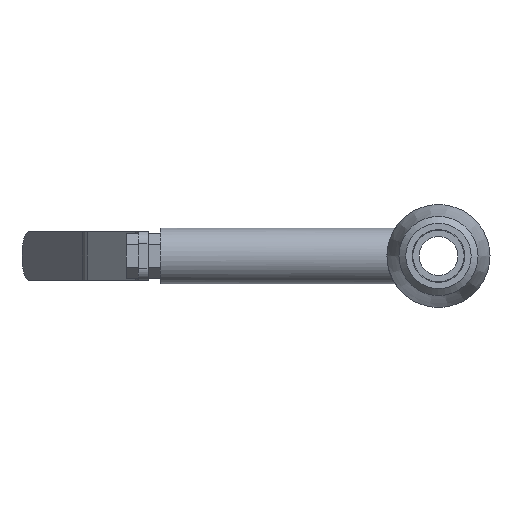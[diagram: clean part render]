
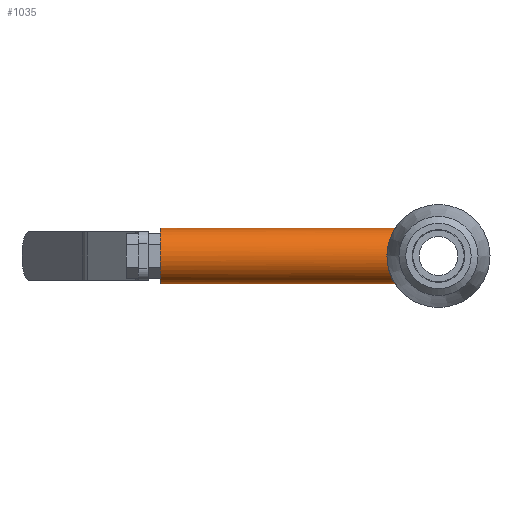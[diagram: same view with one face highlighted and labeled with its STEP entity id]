
A CAD part, left-side view. The second image highlights one B-rep face of the part: STEP entity #1035.
In plain terms, the highlighted cylindrical face has radius 11.5 mm (diameter 23 mm), a full revolution.
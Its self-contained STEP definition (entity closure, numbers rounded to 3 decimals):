
#962=CARTESIAN_POINT('',(115.0,114.5,0.0));
#963=DIRECTION('',(0.0,-1.0,0.0));
#964=DIRECTION('',(1.0,0.0,0.0));
#965=AXIS2_PLACEMENT_3D('',#962,#963,#964);
#966=CYLINDRICAL_SURFACE('',#965,11.5);
#967=CARTESIAN_POINT('',(103.5,114.5,0.));
#968=VERTEX_POINT('',#967);
#969=CARTESIAN_POINT('',(115.0,114.5,0.0));
#970=DIRECTION('',(0.0,-1.0,0.0));
#971=DIRECTION('',(1.0,0.0,0.0));
#972=AXIS2_PLACEMENT_3D('',#969,#970,#971);
#973=CIRCLE('',#972,11.5);
#974=EDGE_CURVE('',#968,#968,#973,.T.);
#975=ORIENTED_EDGE('',*,*,#974,.T.);
#976=EDGE_LOOP('',(#975));
#977=FACE_OUTER_BOUND('',#976,.T.);
#978=CARTESIAN_POINT('',(115.0,17.81,-11.5));
#979=VERTEX_POINT('',#978);
#980=CARTESIAN_POINT('',(115.0,17.81,-11.5));
#981=CARTESIAN_POINT('',(115.741,17.81,-11.5));
#982=CARTESIAN_POINT('',(116.501,17.857,-11.427));
#983=CARTESIAN_POINT('',(118.,18.045,-11.128));
#984=CARTESIAN_POINT('',(118.74,18.185,-10.902));
#985=CARTESIAN_POINT('',(120.854,18.697,-10.016));
#986=CARTESIAN_POINT('',(122.126,19.161,-9.138));
#987=CARTESIAN_POINT('',(124.134,19.995,-7.13));
#988=CARTESIAN_POINT('',(125.015,20.426,-5.857));
#989=CARTESIAN_POINT('',(125.903,20.88,-3.738));
#990=CARTESIAN_POINT('',(126.129,21.001,-2.997));
#991=CARTESIAN_POINT('',(126.428,21.161,-1.497));
#992=CARTESIAN_POINT('',(126.5,21.2,-0.738));
#993=CARTESIAN_POINT('',(126.5,21.2,0.738));
#994=CARTESIAN_POINT('',(126.428,21.161,1.497));
#995=CARTESIAN_POINT('',(126.129,21.001,2.997));
#996=CARTESIAN_POINT('',(125.903,20.88,3.738));
#997=CARTESIAN_POINT('',(125.015,20.426,5.857));
#998=CARTESIAN_POINT('',(124.134,19.995,7.13));
#999=CARTESIAN_POINT('',(122.126,19.161,9.138));
#1000=CARTESIAN_POINT('',(120.854,18.697,10.016));
#1001=CARTESIAN_POINT('',(118.74,18.185,10.902));
#1002=CARTESIAN_POINT('',(118.,18.045,11.128));
#1003=CARTESIAN_POINT('',(116.501,17.857,11.427));
#1004=CARTESIAN_POINT('',(115.741,17.81,11.5));
#1005=CARTESIAN_POINT('',(114.259,17.81,11.5));
#1006=CARTESIAN_POINT('',(113.499,17.857,11.427));
#1007=CARTESIAN_POINT('',(112.,18.045,11.128));
#1008=CARTESIAN_POINT('',(111.26,18.185,10.902));
#1009=CARTESIAN_POINT('',(109.146,18.697,10.016));
#1010=CARTESIAN_POINT('',(107.874,19.161,9.138));
#1011=CARTESIAN_POINT('',(105.866,19.995,7.13));
#1012=CARTESIAN_POINT('',(104.985,20.426,5.857));
#1013=CARTESIAN_POINT('',(104.097,20.88,3.738));
#1014=CARTESIAN_POINT('',(103.871,21.001,2.997));
#1015=CARTESIAN_POINT('',(103.572,21.161,1.497));
#1016=CARTESIAN_POINT('',(103.5,21.2,0.738));
#1017=CARTESIAN_POINT('',(103.5,21.2,-0.738));
#1018=CARTESIAN_POINT('',(103.572,21.161,-1.497));
#1019=CARTESIAN_POINT('',(103.871,21.001,-2.997));
#1020=CARTESIAN_POINT('',(104.097,20.88,-3.738));
#1021=CARTESIAN_POINT('',(104.985,20.426,-5.857));
#1022=CARTESIAN_POINT('',(105.866,19.995,-7.13));
#1023=CARTESIAN_POINT('',(107.874,19.161,-9.138));
#1024=CARTESIAN_POINT('',(109.146,18.697,-10.016));
#1025=CARTESIAN_POINT('',(111.26,18.185,-10.902));
#1026=CARTESIAN_POINT('',(112.,18.045,-11.128));
#1027=CARTESIAN_POINT('',(113.499,17.857,-11.427));
#1028=CARTESIAN_POINT('',(114.259,17.81,-11.5));
#1029=CARTESIAN_POINT('',(115.0,17.81,-11.5));
#1030=B_SPLINE_CURVE_WITH_KNOTS('',3,(#980,#981,#982,#983,#984,#985,#986,#987,#988,#989,#990,#991,#992,#993,#994,#995,#996,#997,#998,#999,#1000,#1001,#1002,#1003,#1004,#1005,#1006,#1007,#1008,#1009,#1010,#1011,#1012,#1013,#1014,#1015,#1016,#1017,#1018,#1019,#1020,#1021,#1022,#1023,#1024,#1025,#1026,#1027,#1028,#1029),.UNSPECIFIED.,.T.,.U.,(4,2,2,2,2,2,2,2,2,2,2,2,2,2,2,2,2,2,2,2,2,2,2,2,4),(0.0,0.222,0.445,0.89,1.333,1.554,1.776,1.997,2.219,2.662,3.106,3.329,3.551,3.774,3.996,4.441,4.884,5.105,5.327,5.548,5.77,6.213,6.658,6.88,7.103),.UNSPECIFIED.);
#1031=EDGE_CURVE('',#979,#979,#1030,.T.);
#1032=ORIENTED_EDGE('',*,*,#1031,.F.);
#1033=EDGE_LOOP('',(#1032));
#1034=FACE_BOUND('',#1033,.T.);
#1035=ADVANCED_FACE('',(#977,#1034),#966,.T.);
